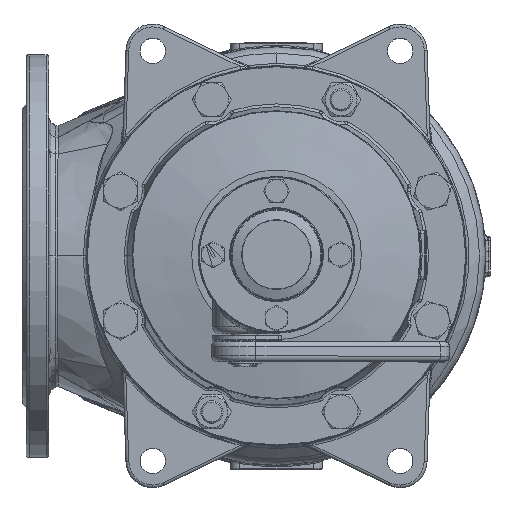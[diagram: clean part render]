
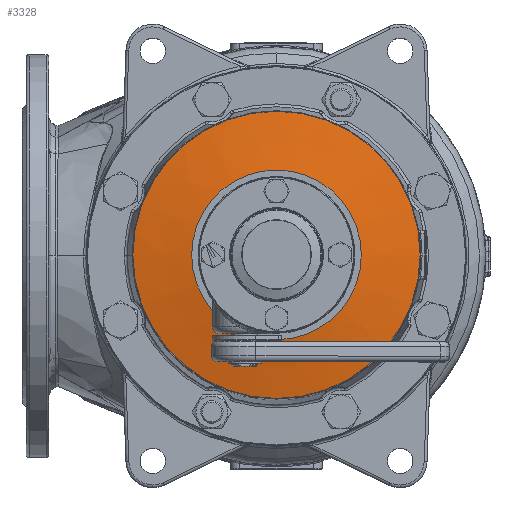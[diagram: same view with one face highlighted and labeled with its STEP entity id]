
A CAD part, top view. The second image highlights one B-rep face of the part: STEP entity #3328.
In plain terms, the highlighted conical face has half-angle 80 degrees and reference radius 60 mm.
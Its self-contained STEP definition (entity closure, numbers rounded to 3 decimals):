
#2626=CARTESIAN_POINT('',(101.587,0.,530.167));
#2627=VERTEX_POINT('',#2626);
#2654=CARTESIAN_POINT('',(-101.587,-0.,530.167));
#2655=VERTEX_POINT('',#2654);
#2656=CARTESIAN_POINT('',(0.,-0.,530.167));
#2657=DIRECTION('',(0.,-0.,1.));
#2658=DIRECTION('',(1.,0.,-0.));
#2659=AXIS2_PLACEMENT_3D('',#2656,#2657,#2658);
#2660=CIRCLE('',#2659,101.587);
#2661=EDGE_CURVE('NONE',#2655,#2627,#2660,.T.);
#2663=CARTESIAN_POINT('',(0.,-0.,530.167));
#2664=DIRECTION('',(0.,-0.,1.));
#2665=DIRECTION('',(1.,0.,-0.));
#2666=AXIS2_PLACEMENT_3D('',#2663,#2664,#2665);
#2667=CIRCLE('',#2666,101.587);
#2668=EDGE_CURVE('NONE',#2627,#2655,#2667,.T.);
#3294=CARTESIAN_POINT('',(0.,-0.,537.5));
#3295=DIRECTION('',(-0.,0.,-1.));
#3296=DIRECTION('',(-1.,-0.,0.));
#3297=AXIS2_PLACEMENT_3D('',#3294,#3295,#3296);
#3298=CONICAL_SURFACE('',#3297,60.,80.);
#3299=CARTESIAN_POINT('',(-60.,-0.,537.5));
#3300=VERTEX_POINT('',#3299);
#3301=CARTESIAN_POINT('',(-101.587,-0.,530.167));
#3302=DIRECTION('',(0.985,0.,0.174));
#3303=VECTOR('',#3302,42.228);
#3304=LINE('',#3301,#3303);
#3305=EDGE_CURVE('',#2655,#3300,#3304,.T.);
#3306=ORIENTED_EDGE('',*,*,#3305,.T.);
#3307=CARTESIAN_POINT('',(60.,0.,537.5));
#3308=VERTEX_POINT('',#3307);
#3309=CARTESIAN_POINT('',(0.,-0.,537.5));
#3310=DIRECTION('',(-0.,0.,-1.));
#3311=DIRECTION('',(-1.,-0.,0.));
#3312=AXIS2_PLACEMENT_3D('',#3309,#3310,#3311);
#3313=CIRCLE('',#3312,60.);
#3314=EDGE_CURVE('NONE',#3300,#3308,#3313,.T.);
#3315=ORIENTED_EDGE('',*,*,#3314,.T.);
#3316=CARTESIAN_POINT('',(0.,-0.,537.5));
#3317=DIRECTION('',(-0.,0.,-1.));
#3318=DIRECTION('',(-1.,-0.,0.));
#3319=AXIS2_PLACEMENT_3D('',#3316,#3317,#3318);
#3320=CIRCLE('',#3319,60.);
#3321=EDGE_CURVE('NONE',#3308,#3300,#3320,.T.);
#3322=ORIENTED_EDGE('',*,*,#3321,.T.);
#3323=ORIENTED_EDGE('',*,*,#3305,.F.);
#3324=ORIENTED_EDGE('',*,*,#2661,.T.);
#3325=ORIENTED_EDGE('',*,*,#2668,.T.);
#3326=EDGE_LOOP('',(#3306,#3315,#3322,#3323,#3324,#3325));
#3327=FACE_BOUND('',#3326,.T.);
#3328=ADVANCED_FACE('NONE',(#3327),#3298,.T.);
